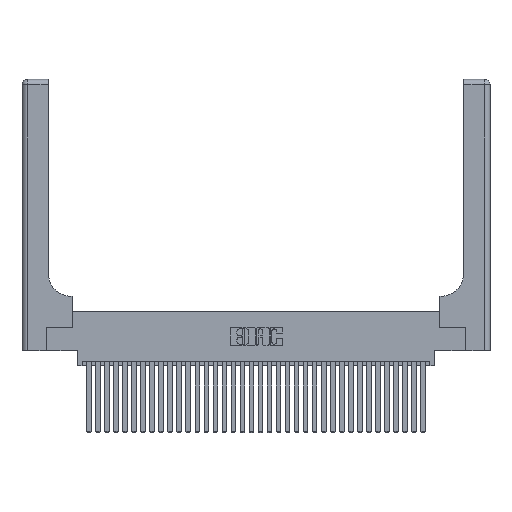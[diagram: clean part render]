
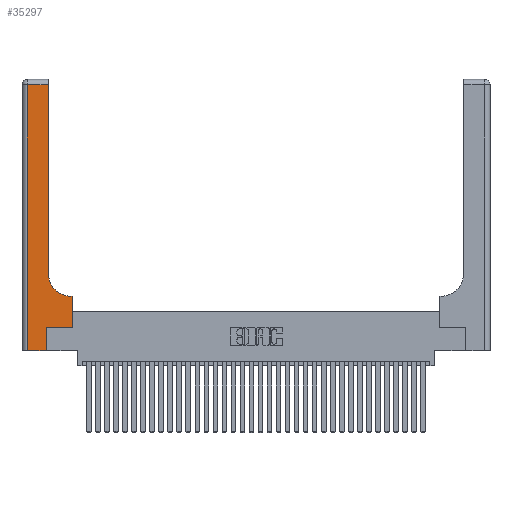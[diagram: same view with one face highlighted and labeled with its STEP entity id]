
A CAD part, top view. The second image highlights one B-rep face of the part: STEP entity #35297.
In plain terms, the highlighted planar face has unit normal (0, 0, 1).
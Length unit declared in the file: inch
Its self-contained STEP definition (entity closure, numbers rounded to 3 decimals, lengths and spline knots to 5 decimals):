
#100 = CARTESIAN_POINT ( 'NONE',  ( 0.269, 0.25, 0.37 ) ) ;
#236 = VECTOR ( 'NONE', #30111, 39.37008 ) ;
#325 = EDGE_CURVE ( 'NONE', #23240, #7432, #22389, .T. ) ;
#1712 = DIRECTION ( 'NONE',  ( 0., 1., 0. ) ) ;
#1959 = FACE_OUTER_BOUND ( 'NONE', #31522, .T. ) ;
#2049 = CARTESIAN_POINT ( 'NONE',  ( 0.06, 0., 0.37 ) ) ;
#2266 = DIRECTION ( 'NONE',  ( 0., 0., -1. ) ) ;
#2730 = EDGE_CURVE ( 'NONE', #7807, #30381, #22297, .T. ) ;
#2895 = DIRECTION ( 'NONE',  ( 1., 0., 0. ) ) ;
#3380 = CIRCLE ( 'NONE', #6224, 0.25 ) ;
#4806 = CARTESIAN_POINT ( 'NONE',  ( 0.06, 2.94, 0.37 ) ) ;
#4877 = CARTESIAN_POINT ( 'NONE',  ( 0.2915, 0.6, 0.37 ) ) ;
#5383 = CARTESIAN_POINT ( 'NONE',  ( 0.5585, 0.25, 0.37 ) ) ;
#5460 = EDGE_CURVE ( 'NONE', #34250, #23240, #23431, .T. ) ;
#5698 = CARTESIAN_POINT ( 'NONE',  ( 0.269, 0.25, 0.37 ) ) ;
#6004 = VECTOR ( 'NONE', #2895, 39.37008 ) ;
#6224 = AXIS2_PLACEMENT_3D ( 'NONE', #18864, #2266, #21611 ) ;
#7026 = CARTESIAN_POINT ( 'NONE',  ( 0.2915, 3., 0.37 ) ) ;
#7338 = LINE ( 'NONE', #7026, #12463 ) ;
#7432 = VERTEX_POINT ( 'NONE', #20112 ) ;
#7518 = ORIENTED_EDGE ( 'NONE', *, *, #24795, .T. ) ;
#7682 = VECTOR ( 'NONE', #26498, 39.37008 ) ;
#7807 = VERTEX_POINT ( 'NONE', #27453 ) ;
#9146 = CARTESIAN_POINT ( 'NONE',  ( 0.2915, 2.94, 0.37 ) ) ;
#9442 = CARTESIAN_POINT ( 'NONE',  ( 0., 0., 0.37 ) ) ;
#9568 = ORIENTED_EDGE ( 'NONE', *, *, #28279, .T. ) ;
#9591 = CARTESIAN_POINT ( 'NONE',  ( 0., 3., 0.37 ) ) ;
#10444 = LINE ( 'NONE', #23139, #29717 ) ;
#11884 = CARTESIAN_POINT ( 'NONE',  ( 0.5585, 0.6, 0.37 ) ) ;
#12463 = VECTOR ( 'NONE', #1712, 39.37008 ) ;
#13025 = CARTESIAN_POINT ( 'NONE',  ( 0.5415, 0.6, 0.37 ) ) ;
#14796 = EDGE_CURVE ( 'NONE', #32907, #34250, #28215, .T. ) ;
#15194 = DIRECTION ( 'NONE',  ( -1., 0., 0. ) ) ;
#16067 = ORIENTED_EDGE ( 'NONE', *, *, #28940, .T. ) ;
#16144 = VECTOR ( 'NONE', #27819, 39.37008 ) ;
#16773 = VECTOR ( 'NONE', #29624, 39.37008 ) ;
#17878 = VERTEX_POINT ( 'NONE', #5698 ) ;
#18864 = CARTESIAN_POINT ( 'NONE',  ( 0.5415, 0.85, 0.37 ) ) ;
#18956 = EDGE_CURVE ( 'NONE', #31517, #32907, #7338, .T. ) ;
#20112 = CARTESIAN_POINT ( 'NONE',  ( 0.269, 0., 0.37 ) ) ;
#21611 = DIRECTION ( 'NONE',  ( 1., 0., 0. ) ) ;
#22297 = LINE ( 'NONE', #5383, #236 ) ;
#22389 = LINE ( 'NONE', #9442, #7682 ) ;
#22537 = VERTEX_POINT ( 'NONE', #13025 ) ;
#23139 = CARTESIAN_POINT ( 'NONE',  ( 0.269, 0., 0.37 ) ) ;
#23240 = VERTEX_POINT ( 'NONE', #2049 ) ;
#23431 = LINE ( 'NONE', #30523, #16144 ) ;
#23976 = DIRECTION ( 'NONE',  ( -1., 0., 0. ) ) ;
#24030 = LINE ( 'NONE', #4877, #16773 ) ;
#24533 = AXIS2_PLACEMENT_3D ( 'NONE', #9591, #31515, #15194 ) ;
#24795 = EDGE_CURVE ( 'NONE', #7432, #17878, #10444, .T. ) ;
#25777 = EDGE_CURVE ( 'NONE', #17878, #7807, #35143, .T. ) ;
#25852 = DIRECTION ( 'NONE',  ( 0., 1., 0. ) ) ;
#26498 = DIRECTION ( 'NONE',  ( 1., 0., 0. ) ) ;
#27367 = VECTOR ( 'NONE', #23976, 39.37008 ) ;
#27453 = CARTESIAN_POINT ( 'NONE',  ( 0.5585, 0.25, 0.37 ) ) ;
#27819 = DIRECTION ( 'NONE',  ( 0., -1., 0. ) ) ;
#28215 = LINE ( 'NONE', #29322, #27367 ) ;
#28279 = EDGE_CURVE ( 'NONE', #22537, #31517, #3380, .T. ) ;
#28787 = PLANE ( 'NONE',  #24533 ) ;
#28940 = EDGE_CURVE ( 'NONE', #30381, #22537, #24030, .T. ) ;
#28978 = ORIENTED_EDGE ( 'NONE', *, *, #325, .T. ) ;
#29322 = CARTESIAN_POINT ( 'NONE',  ( 0., 2.94, 0.37 ) ) ;
#29624 = DIRECTION ( 'NONE',  ( -1., 0., 0. ) ) ;
#29717 = VECTOR ( 'NONE', #25852, 39.37008 ) ;
#30111 = DIRECTION ( 'NONE',  ( 0., 1., 0. ) ) ;
#30381 = VERTEX_POINT ( 'NONE', #11884 ) ;
#30523 = CARTESIAN_POINT ( 'NONE',  ( 0.06, 3., 0.37 ) ) ;
#31148 = ORIENTED_EDGE ( 'NONE', *, *, #5460, .T. ) ;
#31515 = DIRECTION ( 'NONE',  ( 0., 0., -1. ) ) ;
#31517 = VERTEX_POINT ( 'NONE', #33166 ) ;
#31522 = EDGE_LOOP ( 'NONE', ( #32954, #33311, #31148, #28978, #7518, #31599, #34424, #16067, #9568 ) ) ;
#31599 = ORIENTED_EDGE ( 'NONE', *, *, #25777, .T. ) ;
#32907 = VERTEX_POINT ( 'NONE', #9146 ) ;
#32954 = ORIENTED_EDGE ( 'NONE', *, *, #18956, .T. ) ;
#33166 = CARTESIAN_POINT ( 'NONE',  ( 0.2915, 0.85, 0.37 ) ) ;
#33311 = ORIENTED_EDGE ( 'NONE', *, *, #14796, .T. ) ;
#34250 = VERTEX_POINT ( 'NONE', #4806 ) ;
#34424 = ORIENTED_EDGE ( 'NONE', *, *, #2730, .T. ) ;
#35143 = LINE ( 'NONE', #100, #6004 ) ;
#35297 = ADVANCED_FACE ( 'NONE', ( #1959 ), #28787, .F. ) ;
